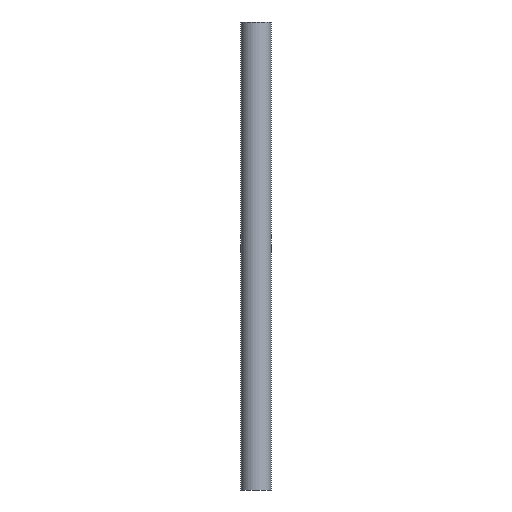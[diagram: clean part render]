
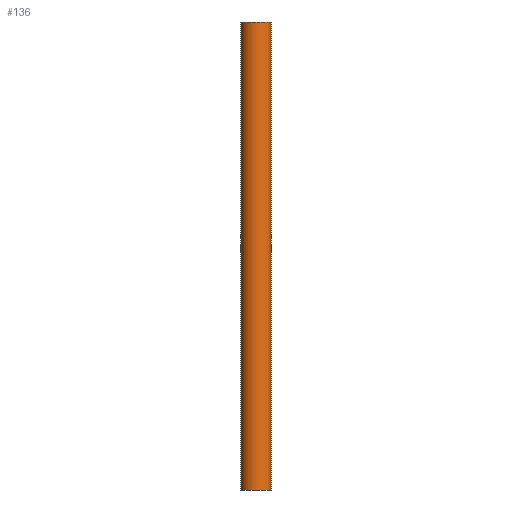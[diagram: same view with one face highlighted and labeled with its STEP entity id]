
A CAD part, front view. The second image highlights one B-rep face of the part: STEP entity #136.
In plain terms, the highlighted cylindrical face has radius 177.8 mm (diameter 355.6 mm), a partial arc.
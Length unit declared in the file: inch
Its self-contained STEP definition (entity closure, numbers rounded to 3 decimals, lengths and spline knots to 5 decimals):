
#9 = EDGE_CURVE ( 'NONE', #99, #245, #45, .T. ) ;
#13 = VERTEX_POINT ( 'NONE', #201 ) ;
#15 = CARTESIAN_POINT ( 'NONE',  ( -7., 0., 0. ) ) ;
#18 = DIRECTION ( 'NONE',  ( 1., 0., 0. ) ) ;
#30 = VECTOR ( 'NONE', #83, 39.37008 ) ;
#40 = DIRECTION ( 'NONE',  ( 0., 0., -1. ) ) ;
#42 = FACE_OUTER_BOUND ( 'NONE', #176, .T. ) ;
#45 = CIRCLE ( 'NONE', #93, 7. ) ;
#52 = AXIS2_PLACEMENT_3D ( 'NONE', #183, #82, #104 ) ;
#69 = CARTESIAN_POINT ( 'NONE',  ( -7., 0., 216. ) ) ;
#82 = DIRECTION ( 'NONE',  ( 0., 0., 1. ) ) ;
#83 = DIRECTION ( 'NONE',  ( 0., 0., -1. ) ) ;
#90 = EDGE_CURVE ( 'NONE', #100, #13, #103, .T. ) ;
#93 = AXIS2_PLACEMENT_3D ( 'NONE', #181, #247, #18 ) ;
#99 = VERTEX_POINT ( 'NONE', #15 ) ;
#100 = VERTEX_POINT ( 'NONE', #223 ) ;
#103 = CIRCLE ( 'NONE', #52, 7. ) ;
#104 = DIRECTION ( 'NONE',  ( 1., 0., 0. ) ) ;
#108 = LINE ( 'NONE', #69, #184 ) ;
#128 = EDGE_CURVE ( 'NONE', #13, #245, #221, .T. ) ;
#134 = ORIENTED_EDGE ( 'NONE', *, *, #250, .T. ) ;
#136 = ADVANCED_FACE ( 'NONE', ( #42 ), #141, .T. ) ;
#141 = CYLINDRICAL_SURFACE ( 'NONE', #180, 7. ) ;
#157 = ORIENTED_EDGE ( 'NONE', *, *, #9, .T. ) ;
#176 = EDGE_LOOP ( 'NONE', ( #226, #196, #134, #157 ) ) ;
#180 = AXIS2_PLACEMENT_3D ( 'NONE', #236, #40, #199 ) ;
#181 = CARTESIAN_POINT ( 'NONE',  ( 0., 0., 0. ) ) ;
#183 = CARTESIAN_POINT ( 'NONE',  ( 0., 0., 216. ) ) ;
#184 = VECTOR ( 'NONE', #185, 39.37008 ) ;
#185 = DIRECTION ( 'NONE',  ( 0., 0., -1. ) ) ;
#188 = CARTESIAN_POINT ( 'NONE',  ( 7., 0., 0. ) ) ;
#196 = ORIENTED_EDGE ( 'NONE', *, *, #90, .F. ) ;
#199 = DIRECTION ( 'NONE',  ( -1., 0., 0. ) ) ;
#201 = CARTESIAN_POINT ( 'NONE',  ( 7., 0., 216. ) ) ;
#221 = LINE ( 'NONE', #222, #30 ) ;
#222 = CARTESIAN_POINT ( 'NONE',  ( 7., 0., 216. ) ) ;
#223 = CARTESIAN_POINT ( 'NONE',  ( -7., 0., 216. ) ) ;
#226 = ORIENTED_EDGE ( 'NONE', *, *, #128, .F. ) ;
#236 = CARTESIAN_POINT ( 'NONE',  ( 0., 0., 216. ) ) ;
#245 = VERTEX_POINT ( 'NONE', #188 ) ;
#247 = DIRECTION ( 'NONE',  ( 0., 0., 1. ) ) ;
#250 = EDGE_CURVE ( 'NONE', #100, #99, #108, .T. ) ;
